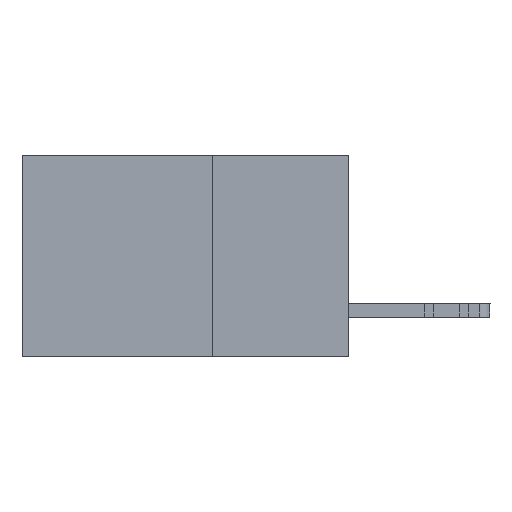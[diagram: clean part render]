
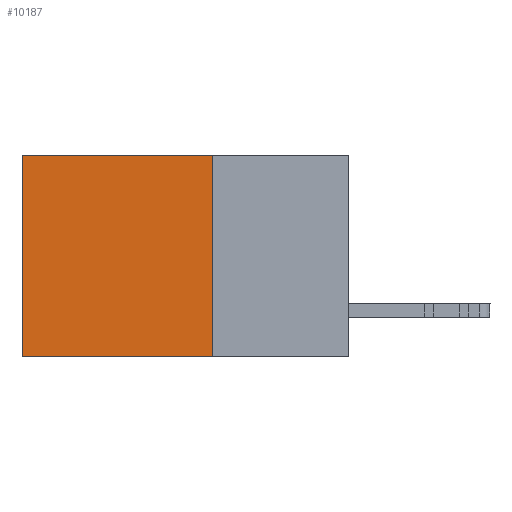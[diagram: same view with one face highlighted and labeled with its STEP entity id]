
A CAD part, left-side view. The second image highlights one B-rep face of the part: STEP entity #10187.
In plain terms, the highlighted planar face has unit normal (-1, 0, 0).
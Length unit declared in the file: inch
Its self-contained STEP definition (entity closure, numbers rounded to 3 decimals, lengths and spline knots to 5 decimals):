
#1278 = CARTESIAN_POINT ( 'NONE',  ( 0.2615, 0.6, -0.37 ) ) ;
#1490 = VERTEX_POINT ( 'NONE', #10658 ) ;
#1897 = EDGE_CURVE ( 'NONE', #1490, #21105, #22573, .T. ) ;
#2681 = CARTESIAN_POINT ( 'NONE',  ( 0.2615, 0.6, 0. ) ) ;
#5458 = AXIS2_PLACEMENT_3D ( 'NONE', #14800, #23845, #12987 ) ;
#6560 = FACE_OUTER_BOUND ( 'NONE', #19448, .T. ) ;
#6786 = ORIENTED_EDGE ( 'NONE', *, *, #23740, .T. ) ;
#7225 = VERTEX_POINT ( 'NONE', #17489 ) ;
#7344 = PLANE ( 'NONE',  #5458 ) ;
#7414 = EDGE_CURVE ( 'NONE', #1490, #14603, #23434, .T. ) ;
#8802 = VECTOR ( 'NONE', #23057, 39.37008 ) ;
#8889 = DIRECTION ( 'NONE',  ( 0., 1., 0. ) ) ;
#10187 = ADVANCED_FACE ( 'NONE', ( #6560 ), #7344, .F. ) ;
#10658 = CARTESIAN_POINT ( 'NONE',  ( 0.2615, 0.25, 0. ) ) ;
#12006 = EDGE_CURVE ( 'NONE', #14603, #7225, #14088, .T. ) ;
#12878 = VECTOR ( 'NONE', #15967, 39.37008 ) ;
#12987 = DIRECTION ( 'NONE',  ( 0., 0., -1. ) ) ;
#14088 = LINE ( 'NONE', #18158, #17801 ) ;
#14603 = VERTEX_POINT ( 'NONE', #16811 ) ;
#14800 = CARTESIAN_POINT ( 'NONE',  ( 0.2615, 0.25, -0.37 ) ) ;
#15459 = LINE ( 'NONE', #1278, #19734 ) ;
#15967 = DIRECTION ( 'NONE',  ( 0., 1., 0. ) ) ;
#16166 = CARTESIAN_POINT ( 'NONE',  ( 0.2615, 0.25, 0. ) ) ;
#16240 = DIRECTION ( 'NONE',  ( 0., 0., -1. ) ) ;
#16811 = CARTESIAN_POINT ( 'NONE',  ( 0.2615, 0.25, -0.37 ) ) ;
#17403 = ORIENTED_EDGE ( 'NONE', *, *, #1897, .T. ) ;
#17489 = CARTESIAN_POINT ( 'NONE',  ( 0.2615, 0.6, -0.37 ) ) ;
#17801 = VECTOR ( 'NONE', #8889, 39.37008 ) ;
#18158 = CARTESIAN_POINT ( 'NONE',  ( 0.2615, 0.25, -0.37 ) ) ;
#18508 = ORIENTED_EDGE ( 'NONE', *, *, #7414, .F. ) ;
#18566 = ORIENTED_EDGE ( 'NONE', *, *, #12006, .F. ) ;
#19448 = EDGE_LOOP ( 'NONE', ( #6786, #18566, #18508, #17403 ) ) ;
#19734 = VECTOR ( 'NONE', #16240, 39.37008 ) ;
#21105 = VERTEX_POINT ( 'NONE', #2681 ) ;
#22573 = LINE ( 'NONE', #16166, #12878 ) ;
#22987 = CARTESIAN_POINT ( 'NONE',  ( 0.2615, 0.25, -0.37 ) ) ;
#23057 = DIRECTION ( 'NONE',  ( 0., 0., -1. ) ) ;
#23434 = LINE ( 'NONE', #22987, #8802 ) ;
#23740 = EDGE_CURVE ( 'NONE', #21105, #7225, #15459, .T. ) ;
#23845 = DIRECTION ( 'NONE',  ( 1., 0., 0. ) ) ;
